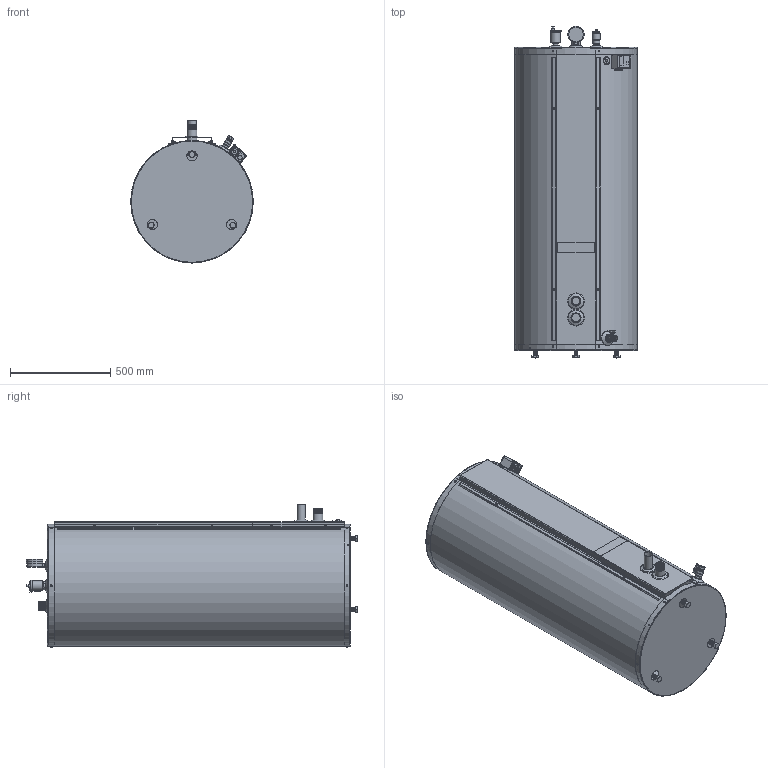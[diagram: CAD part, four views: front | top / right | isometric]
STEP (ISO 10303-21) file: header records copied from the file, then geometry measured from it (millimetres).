
FILE_DESCRIPTION (( 'STEP AP214' ), '1' );
FILE_NAME ('Turbomax 65.STEP', '2019-09-26T19:51:45', ( '' ), ( '' ), 'SwSTEP 2.0', 'SolidWorks 2019', '' );
FILE_SCHEMA (( 'AUTOMOTIVE_DESIGN' ));
Length unit declared in the file: inch
Products named in the file (1): Turbomax 65
Bounding box: 616.71 x 1655.64 x 713.04 mm (x, y, z)
Volume: 4277213.1 mm3; surface area: 8207694.7 mm2
Topology: 65 solids, 66 shells, 2523 faces, 5691 edges, 3357 vertices
Faces by surface type: plane 931, cone 753, cylinder 632, bspline 110, torus 83, sphere 14
Full cylindrical faces by diameter (mm): 2.381 x2, 3.566 x242, 4.039 x2, 4.762 x8, 4.763 x8, 4.826 x22, 5.08 x2, 5.105 x14, 5.588 x2, 7.62 x2, 7.937 x1, 9.474 x22, 11.113 x1, 12.065 x1, 12.7 x2, 13.97 x1, 14.097 x1, 14.288 x1, 15.037 x1, 19.05 x72, 20.93 x1, 21.59 x2, 22.225 x2, 23.012 x3, 25.4 x4, 26.67 x1, 30.353 x1, 30.607 x2, 32.131 x1, 32.69 x1
Entity records: 127179 total; most frequent: CARTESIAN_POINT 42900, DIRECTION 10558, ORIENTED_EDGE 8806, EDGE_CURVE 4403, AXIS2_PLACEMENT_3D 4211, EDGE_LOOP 3916, VERTEX_POINT 3277, FACE_OUTER_BOUND 3043
